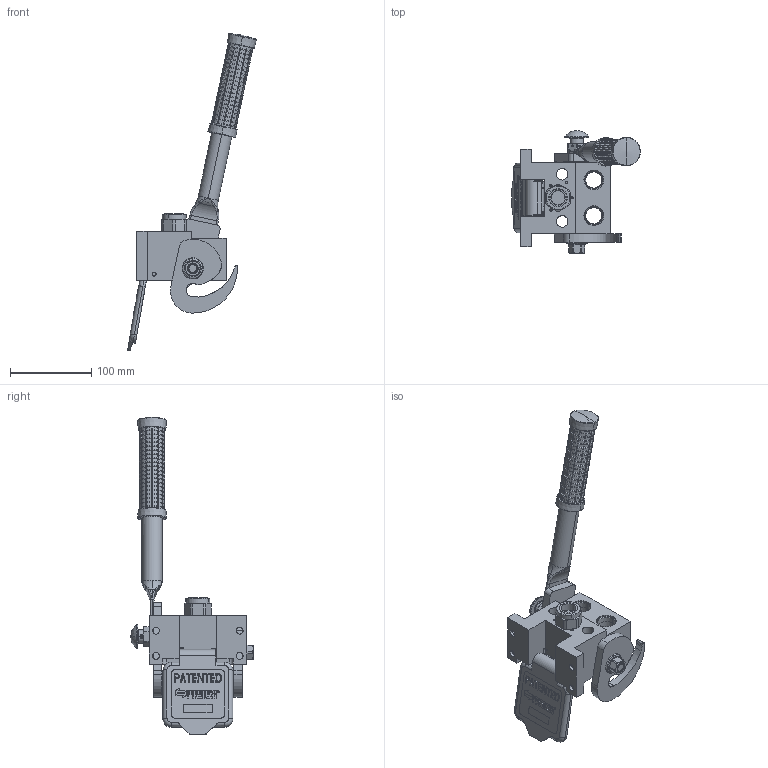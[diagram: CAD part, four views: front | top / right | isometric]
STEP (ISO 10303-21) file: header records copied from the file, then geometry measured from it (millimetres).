
FILE_DESCRIPTION (( 'STEP AP214' ), '1' );
FILE_NAME ('FASTER.step', '2022-01-27T04:35:31', ( '' ), ( '' ), 'SwSTEP 2.0', 'SolidWorks 2017', '' );
FILE_SCHEMA (( 'AUTOMOTIVE_DESIGN' ));
Length unit declared in the file: millimetre
Products named in the file (31): or1_5x7_m; 4820_024_1001_010; 4830_022_0000_011; 4850_024_0000_012; 4830_001_0005_300; A_2ffnb12_gas_f; 4820_024_1001_021; P306_F_BASE; or2x18; 4850_024_2000_011; 4830_025_1000_000; 4820_020_0000_001; 4830_025_2000_000; 2ffnb12_gas_f; 4340_014_0000_000; et011; curs_molla_12; 4142_072_1000_300; 1540_080_0012_000; FASTER; 0048_042_0412_000; sicura_p5; 4830_001_0005_301; 4820_024_1001_000_ASM; 4830_070_0000_001; 4830_025_0000_001; 4820_001_0004_000; 4820_024_1001_020; 4820_001_0001_004; 4820_024_1001_000
Assembly tree (34 placements, depth 4):
  FASTER
    P306_F_BASE
      4820_020_0000_001
      4820_001_0001_004
      4820_001_0004_000
      4830_001_0005_300
      4830_001_0005_301
      4830_025_1000_000
      4830_022_0000_011
      4830_070_0000_001
    A_2ffnb12_gas_f
      curs_molla_12
        4340_014_0000_000
        4142_072_1000_300
      2ffnb12_gas_f
        2ffnb12_gas_f
    4820_024_1001_000
      4820_024_1001_000_ASM
        4850_024_2000_011
        4820_024_1001_010
        4820_024_1001_021
      sicura_p5
        4830_025_0000_001
        or1_5x7_m
        0048_042_0412_000
      4830_025_1000_000
      4830_022_0000_011
      4820_024_1001_020
      1540_080_0012_000
      4830_025_2000_000
      4850_024_0000_012
      4830_070_0000_001
      or2x18  x2
    et011
Bounding box: 158.65 x 150.83 x 390.03 mm (x, y, z)
Volume: 182356.7 mm3; surface area: 238171.9 mm2
Topology: 30 solids, 48 shells, 4306 faces, 11391 edges, 7254 vertices
Faces by surface type: plane 1766, cylinder 1543, torus 410, bspline 340, cone 213, sphere 34
Entity records: 186460 total; most frequent: CARTESIAN_POINT 85436, ORIENTED_EDGE 21693, DIRECTION 17896, EDGE_CURVE 10930, VERTEX_POINT 7021, LINE 6200, VECTOR 6200, AXIS2_PLACEMENT_3D 5848
